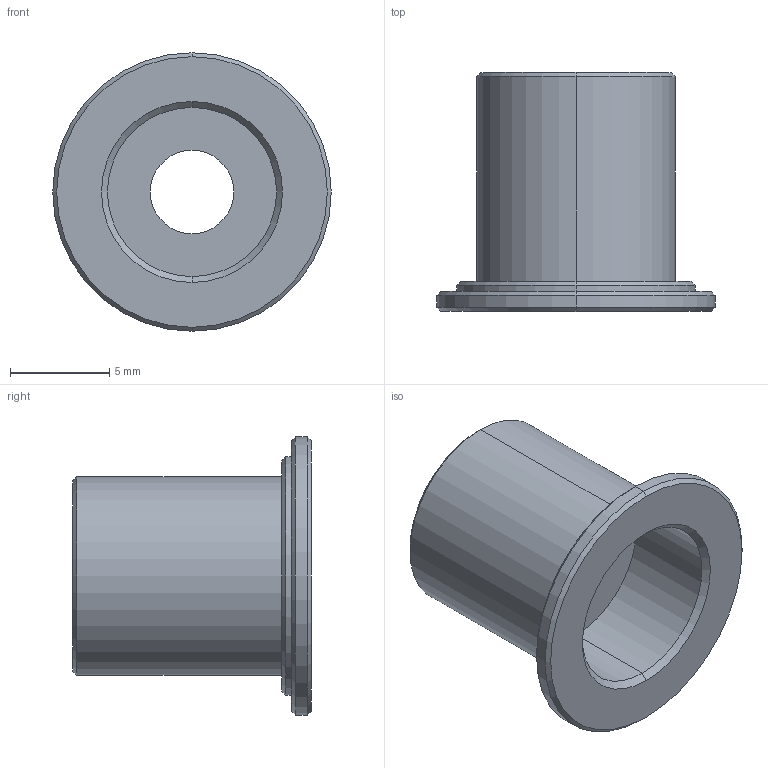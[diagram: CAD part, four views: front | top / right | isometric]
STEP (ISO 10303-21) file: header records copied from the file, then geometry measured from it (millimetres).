
FILE_DESCRIPTION (( 'STEP AP214' ), '1' );
FILE_NAME ('calf_link_ll.STEP', '2026-01-29T05:58:24', ( '' ), ( '' ), 'SwSTEP 2.0', 'SolidWorks 2023', '' );
FILE_SCHEMA (( 'AUTOMOTIVE_DESIGN' ));
Length unit declared in the file: millimetre
Products named in the file (1): calf_link_ll
Bounding box: 14 x 12 x 14 mm (x, y, z)
Volume: 633 mm3; surface area: 877 mm2
Topology: 1 solids, 1 shells, 44 faces, 94 edges, 56 vertices
Faces by surface type: cone 16, cylinder 14, plane 14
Entity records: 1209 total; most frequent: DIRECTION 228, CARTESIAN_POINT 195, ORIENTED_EDGE 188, EDGE_CURVE 94, AXIS2_PLACEMENT_3D 89, VERTEX_POINT 56, EDGE_LOOP 50, LINE 50
